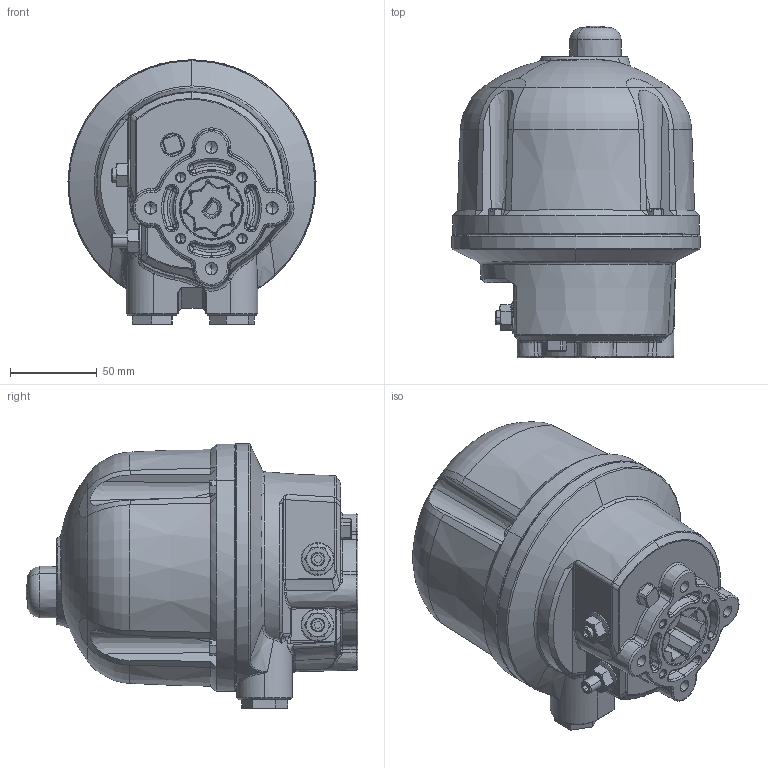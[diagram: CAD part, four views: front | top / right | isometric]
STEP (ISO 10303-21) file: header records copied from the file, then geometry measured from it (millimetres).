
FILE_DESCRIPTION (( 'STEP AP214' ), '1' );
FILE_NAME ('AQ7L.STEP', '2017-03-15T02:16:47', ( '' ), ( '' ), 'SwSTEP 2.0', 'SolidWorks 2014', '' );
FILE_SCHEMA (( 'AUTOMOTIVE_DESIGN' ));
Length unit declared in the file: millimetre
Products named in the file (1): AQ7L
Bounding box: 142.97 x 191.3 x 152.5 mm (x, y, z)
Volume: 479919.4 mm3; surface area: 233177 mm2
Topology: 21 solids, 21 shells, 2389 faces, 5898 edges, 3535 vertices
Faces by surface type: bspline 598, cylinder 538, plane 506, torus 378, cone 337, sphere 32
Entity records: 122322 total; most frequent: CARTESIAN_POINT 44121, ORIENTED_EDGE 11626, DIRECTION 9937, EDGE_CURVE 5813, AXIS2_PLACEMENT_3D 4133, VERTEX_POINT 3535, EDGE_LOOP 2508, UNCERTAINTY_MEASURE_WITH_UNIT 2412
